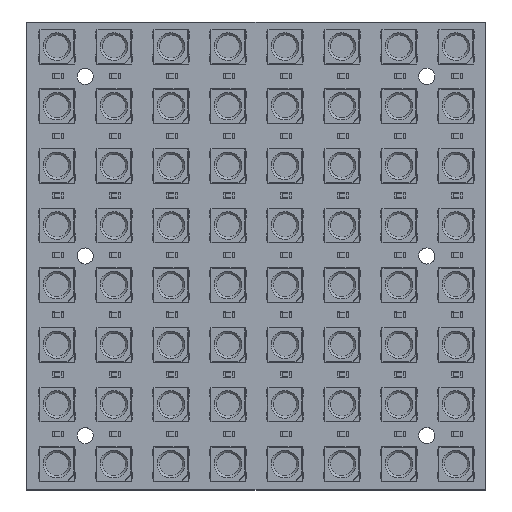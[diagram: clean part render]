
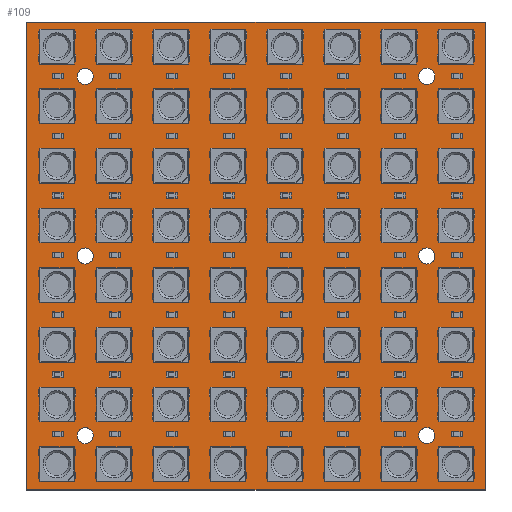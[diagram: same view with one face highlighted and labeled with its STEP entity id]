
A CAD part, top view. The second image highlights one B-rep face of the part: STEP entity #109.
In plain terms, the highlighted free-form (B-spline) face has degree [1, 1] with [2, 2] control points.
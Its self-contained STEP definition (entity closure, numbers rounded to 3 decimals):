
#22 = VERTEX_POINT('',#23);
#23 = CARTESIAN_POINT('',(-35.372,36.127,0.));
#38 = VERTEX_POINT('',#39);
#39 = CARTESIAN_POINT('',(-35.372,-36.127,0.));
#44 = EDGE_CURVE('',#22,#38,#45,.T.);
#45 = B_SPLINE_CURVE_WITH_KNOTS('',1,(#46,#47),.UNSPECIFIED.,.F.,.F.,(2,
    2),(0.,67.),.PIECEWISE_BEZIER_KNOTS.);
#46 = CARTESIAN_POINT('',(-35.372,36.127,0.));
#47 = CARTESIAN_POINT('',(-35.372,-36.127,0.));
#58 = VERTEX_POINT('',#59);
#59 = CARTESIAN_POINT('',(35.372,36.127,0.));
#72 = EDGE_CURVE('',#58,#22,#73,.T.);
#73 = B_SPLINE_CURVE_WITH_KNOTS('',1,(#74,#75),.UNSPECIFIED.,.F.,.F.,(2,
    2),(0.,65.6),.PIECEWISE_BEZIER_KNOTS.);
#74 = CARTESIAN_POINT('',(35.372,36.127,0.));
#75 = CARTESIAN_POINT('',(-35.372,36.127,0.));
#94 = VERTEX_POINT('',#95);
#95 = CARTESIAN_POINT('',(35.372,-36.127,0.));
#100 = EDGE_CURVE('',#38,#94,#101,.T.);
#101 = B_SPLINE_CURVE_WITH_KNOTS('',1,(#102,#103),.UNSPECIFIED.,.F.,.F.,
  (2,2),(0.,65.6),.PIECEWISE_BEZIER_KNOTS.);
#102 = CARTESIAN_POINT('',(-35.372,-36.127,0.));
#103 = CARTESIAN_POINT('',(35.372,-36.127,0.));
#109 = ADVANCED_FACE('',(#110,#120,#134,#148,#162,#176,#190),#204,.T.);
#110 = FACE_BOUND('',#111,.T.);
#111 = EDGE_LOOP('',(#112,#113,#114,#119));
#112 = ORIENTED_EDGE('',*,*,#44,.T.);
#113 = ORIENTED_EDGE('',*,*,#100,.T.);
#114 = ORIENTED_EDGE('',*,*,#115,.T.);
#115 = EDGE_CURVE('',#94,#58,#116,.T.);
#116 = B_SPLINE_CURVE_WITH_KNOTS('',1,(#117,#118),.UNSPECIFIED.,.F.,.F.,
  (2,2),(0.,67.),.PIECEWISE_BEZIER_KNOTS.);
#117 = CARTESIAN_POINT('',(35.372,-36.127,0.));
#118 = CARTESIAN_POINT('',(35.372,36.127,0.));
#119 = ORIENTED_EDGE('',*,*,#72,.T.);
#120 = FACE_BOUND('',#121,.T.);
#121 = EDGE_LOOP('',(#122));
#122 = ORIENTED_EDGE('',*,*,#123,.F.);
#123 = EDGE_CURVE('',#124,#124,#126,.T.);
#124 = VERTEX_POINT('',#125);
#125 = CARTESIAN_POINT('',(-25.126,-27.733,0.));
#126 = ( BOUNDED_CURVE() B_SPLINE_CURVE(2,(#127,#128,#129,#130,#131,#132
,#133),.UNSPECIFIED.,.T.,.F.) B_SPLINE_CURVE_WITH_KNOTS((1,2,2,2,2,1),(
    -2.094,0.,2.094,4.189,6.283,
8.378),.UNSPECIFIED.) CURVE() GEOMETRIC_REPRESENTATION_ITEM() 
RATIONAL_B_SPLINE_CURVE((1.,0.5,1.,0.5,1.,0.5,1.)) REPRESENTATION_ITEM(
  '') );
#127 = CARTESIAN_POINT('',(-25.126,-27.733,0.));
#128 = CARTESIAN_POINT('',(-25.126,-25.585,0.));
#129 = CARTESIAN_POINT('',(-26.987,-26.659,0.));
#130 = CARTESIAN_POINT('',(-28.847,-27.733,0.));
#131 = CARTESIAN_POINT('',(-26.987,-28.807,0.));
#132 = CARTESIAN_POINT('',(-25.126,-29.881,0.));
#133 = CARTESIAN_POINT('',(-25.126,-27.733,0.));
#134 = FACE_BOUND('',#135,.T.);
#135 = EDGE_LOOP('',(#136));
#136 = ORIENTED_EDGE('',*,*,#137,.F.);
#137 = EDGE_CURVE('',#138,#138,#140,.T.);
#138 = VERTEX_POINT('',#139);
#139 = CARTESIAN_POINT('',(27.607,-27.733,0.));
#140 = ( BOUNDED_CURVE() B_SPLINE_CURVE(2,(#141,#142,#143,#144,#145,#146
,#147),.UNSPECIFIED.,.T.,.F.) B_SPLINE_CURVE_WITH_KNOTS((1,2,2,2,2,1),(
    -2.094,0.,2.094,4.189,6.283,
8.378),.UNSPECIFIED.) CURVE() GEOMETRIC_REPRESENTATION_ITEM() 
RATIONAL_B_SPLINE_CURVE((1.,0.5,1.,0.5,1.,0.5,1.)) REPRESENTATION_ITEM(
  '') );
#141 = CARTESIAN_POINT('',(27.607,-27.733,0.));
#142 = CARTESIAN_POINT('',(27.607,-25.585,0.));
#143 = CARTESIAN_POINT('',(25.747,-26.659,0.));
#144 = CARTESIAN_POINT('',(23.886,-27.733,0.));
#145 = CARTESIAN_POINT('',(25.747,-28.807,0.));
#146 = CARTESIAN_POINT('',(27.607,-29.881,0.));
#147 = CARTESIAN_POINT('',(27.607,-27.733,0.));
#148 = FACE_BOUND('',#149,.T.);
#149 = EDGE_LOOP('',(#150));
#150 = ORIENTED_EDGE('',*,*,#151,.F.);
#151 = EDGE_CURVE('',#152,#152,#154,.T.);
#152 = VERTEX_POINT('',#153);
#153 = CARTESIAN_POINT('',(-25.126,0.,0.));
#154 = ( BOUNDED_CURVE() B_SPLINE_CURVE(2,(#155,#156,#157,#158,#159,#160
,#161),.UNSPECIFIED.,.T.,.F.) B_SPLINE_CURVE_WITH_KNOTS((1,2,2,2,2,1),(
    -2.094,0.,2.094,4.189,6.283,
8.378),.UNSPECIFIED.) CURVE() GEOMETRIC_REPRESENTATION_ITEM() 
RATIONAL_B_SPLINE_CURVE((1.,0.5,1.,0.5,1.,0.5,1.)) REPRESENTATION_ITEM(
  '') );
#155 = CARTESIAN_POINT('',(-25.126,0.,0.));
#156 = CARTESIAN_POINT('',(-25.126,2.148,0.));
#157 = CARTESIAN_POINT('',(-26.987,1.074,0.));
#158 = CARTESIAN_POINT('',(-28.847,0.,0.));
#159 = CARTESIAN_POINT('',(-26.987,-1.074,0.));
#160 = CARTESIAN_POINT('',(-25.126,-2.148,0.));
#161 = CARTESIAN_POINT('',(-25.126,0.,0.));
#162 = FACE_BOUND('',#163,.T.);
#163 = EDGE_LOOP('',(#164));
#164 = ORIENTED_EDGE('',*,*,#165,.F.);
#165 = EDGE_CURVE('',#166,#166,#168,.T.);
#166 = VERTEX_POINT('',#167);
#167 = CARTESIAN_POINT('',(-25.126,27.733,0.));
#168 = ( BOUNDED_CURVE() B_SPLINE_CURVE(2,(#169,#170,#171,#172,#173,#174
,#175),.UNSPECIFIED.,.T.,.F.) B_SPLINE_CURVE_WITH_KNOTS((1,2,2,2,2,1),(
    -2.094,0.,2.094,4.189,6.283,
8.378),.UNSPECIFIED.) CURVE() GEOMETRIC_REPRESENTATION_ITEM() 
RATIONAL_B_SPLINE_CURVE((1.,0.5,1.,0.5,1.,0.5,1.)) REPRESENTATION_ITEM(
  '') );
#169 = CARTESIAN_POINT('',(-25.126,27.733,0.));
#170 = CARTESIAN_POINT('',(-25.126,29.881,0.));
#171 = CARTESIAN_POINT('',(-26.987,28.807,0.));
#172 = CARTESIAN_POINT('',(-28.847,27.733,0.));
#173 = CARTESIAN_POINT('',(-26.987,26.659,0.));
#174 = CARTESIAN_POINT('',(-25.126,25.585,0.));
#175 = CARTESIAN_POINT('',(-25.126,27.733,0.));
#176 = FACE_BOUND('',#177,.T.);
#177 = EDGE_LOOP('',(#178));
#178 = ORIENTED_EDGE('',*,*,#179,.F.);
#179 = EDGE_CURVE('',#180,#180,#182,.T.);
#180 = VERTEX_POINT('',#181);
#181 = CARTESIAN_POINT('',(27.607,0.,0.));
#182 = ( BOUNDED_CURVE() B_SPLINE_CURVE(2,(#183,#184,#185,#186,#187,#188
,#189),.UNSPECIFIED.,.T.,.F.) B_SPLINE_CURVE_WITH_KNOTS((1,2,2,2,2,1),(
    -2.094,0.,2.094,4.189,6.283,
8.378),.UNSPECIFIED.) CURVE() GEOMETRIC_REPRESENTATION_ITEM() 
RATIONAL_B_SPLINE_CURVE((1.,0.5,1.,0.5,1.,0.5,1.)) REPRESENTATION_ITEM(
  '') );
#183 = CARTESIAN_POINT('',(27.607,0.,0.));
#184 = CARTESIAN_POINT('',(27.607,2.148,0.));
#185 = CARTESIAN_POINT('',(25.747,1.074,0.));
#186 = CARTESIAN_POINT('',(23.886,0.,0.));
#187 = CARTESIAN_POINT('',(25.747,-1.074,0.));
#188 = CARTESIAN_POINT('',(27.607,-2.148,0.));
#189 = CARTESIAN_POINT('',(27.607,0.,0.));
#190 = FACE_BOUND('',#191,.T.);
#191 = EDGE_LOOP('',(#192));
#192 = ORIENTED_EDGE('',*,*,#193,.F.);
#193 = EDGE_CURVE('',#194,#194,#196,.T.);
#194 = VERTEX_POINT('',#195);
#195 = CARTESIAN_POINT('',(27.607,27.733,0.));
#196 = ( BOUNDED_CURVE() B_SPLINE_CURVE(2,(#197,#198,#199,#200,#201,#202
,#203),.UNSPECIFIED.,.T.,.F.) B_SPLINE_CURVE_WITH_KNOTS((1,2,2,2,2,1),(
    -2.094,0.,2.094,4.189,6.283,
8.378),.UNSPECIFIED.) CURVE() GEOMETRIC_REPRESENTATION_ITEM() 
RATIONAL_B_SPLINE_CURVE((1.,0.5,1.,0.5,1.,0.5,1.)) REPRESENTATION_ITEM(
  '') );
#197 = CARTESIAN_POINT('',(27.607,27.733,0.));
#198 = CARTESIAN_POINT('',(27.607,29.881,0.));
#199 = CARTESIAN_POINT('',(25.747,28.807,0.));
#200 = CARTESIAN_POINT('',(23.886,27.733,0.));
#201 = CARTESIAN_POINT('',(25.747,26.659,0.));
#202 = CARTESIAN_POINT('',(27.607,25.585,0.));
#203 = CARTESIAN_POINT('',(27.607,27.733,0.));
#204 = B_SPLINE_SURFACE_WITH_KNOTS('',1,1,(
    (#205,#206)
    ,(#207,#208
    )),.UNSPECIFIED.,.F.,.F.,.F.,(2,2),(2,2),(-32.8,32.8),(-33.5,33.5),
  .PIECEWISE_BEZIER_KNOTS.);
#205 = CARTESIAN_POINT('',(-35.372,-36.127,0.));
#206 = CARTESIAN_POINT('',(-35.372,36.127,0.));
#207 = CARTESIAN_POINT('',(35.372,-36.127,0.));
#208 = CARTESIAN_POINT('',(35.372,36.127,0.));
